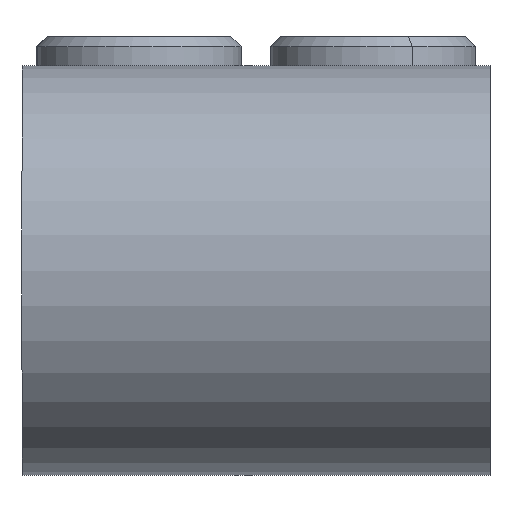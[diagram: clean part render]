
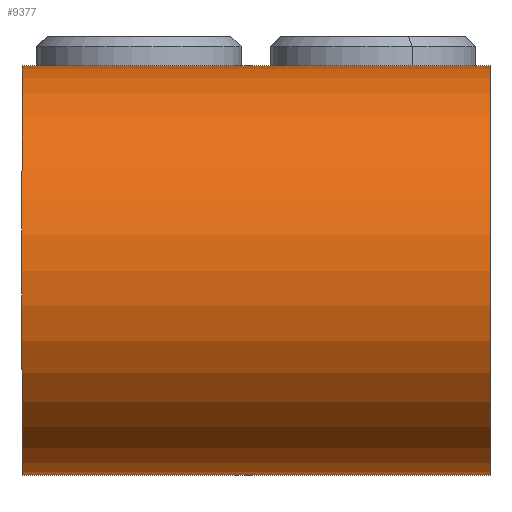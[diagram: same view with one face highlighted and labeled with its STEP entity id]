
A CAD part, left-side view. The second image highlights one B-rep face of the part: STEP entity #9377.
In plain terms, the highlighted cylindrical face has radius 7 mm (diameter 14 mm), a partial arc.
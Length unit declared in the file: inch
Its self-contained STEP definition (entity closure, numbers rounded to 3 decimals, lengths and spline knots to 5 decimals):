
#303 = VERTEX_POINT ( 'NONE', #9913 ) ;
#1004 = DIRECTION ( 'NONE',  ( 0., 1., 0. ) ) ;
#1638 = EDGE_LOOP ( 'NONE', ( #1912, #10716, #11858, #5895 ) ) ;
#1768 = DIRECTION ( 'NONE',  ( 0., -1., 0. ) ) ;
#1912 = ORIENTED_EDGE ( 'NONE', *, *, #12491, .F. ) ;
#2497 = DIRECTION ( 'NONE',  ( 0., -1., 0. ) ) ;
#2924 = CYLINDRICAL_SURFACE ( 'NONE', #5923, 0.27559 ) ;
#3199 = CIRCLE ( 'NONE', #8774, 0.27559 ) ;
#3936 = DIRECTION ( 'NONE',  ( 0., 0., 1. ) ) ;
#4043 = DIRECTION ( 'NONE',  ( 0., 0., 1. ) ) ;
#4254 = LINE ( 'NONE', #10500, #11232 ) ;
#4256 = EDGE_CURVE ( 'NONE', #6748, #8899, #4254, .T. ) ;
#4446 = CARTESIAN_POINT ( 'NONE',  ( 0., 0.31496, 0. ) ) ;
#4695 = CIRCLE ( 'NONE', #4919, 0.27559 ) ;
#4919 = AXIS2_PLACEMENT_3D ( 'NONE', #5989, #6865, #4043 ) ;
#5533 = FACE_OUTER_BOUND ( 'NONE', #1638, .T. ) ;
#5895 = ORIENTED_EDGE ( 'NONE', *, *, #10615, .T. ) ;
#5923 = AXIS2_PLACEMENT_3D ( 'NONE', #4446, #11224, #8401 ) ;
#5989 = CARTESIAN_POINT ( 'NONE',  ( 0., 0.62992, 0. ) ) ;
#6614 = VERTEX_POINT ( 'NONE', #10522 ) ;
#6748 = VERTEX_POINT ( 'NONE', #9085 ) ;
#6757 = CARTESIAN_POINT ( 'NONE',  ( 0., 0., 0. ) ) ;
#6865 = DIRECTION ( 'NONE',  ( 0., 1., 0. ) ) ;
#7458 = CARTESIAN_POINT ( 'NONE',  ( 0., 0., -0.27559 ) ) ;
#7463 = LINE ( 'NONE', #10394, #9446 ) ;
#8291 = EDGE_CURVE ( 'NONE', #6748, #303, #4695, .T. ) ;
#8401 = DIRECTION ( 'NONE',  ( 0., 0., -1. ) ) ;
#8774 = AXIS2_PLACEMENT_3D ( 'NONE', #6757, #1004, #3936 ) ;
#8899 = VERTEX_POINT ( 'NONE', #7458 ) ;
#9085 = CARTESIAN_POINT ( 'NONE',  ( 0., 0.62992, -0.27559 ) ) ;
#9377 = ADVANCED_FACE ( 'NONE', ( #5533 ), #2924, .T. ) ;
#9446 = VECTOR ( 'NONE', #2497, 39.37008 ) ;
#9913 = CARTESIAN_POINT ( 'NONE',  ( 0., 0.62992, 0.27559 ) ) ;
#10394 = CARTESIAN_POINT ( 'NONE',  ( 0., 0.31496, 0.27559 ) ) ;
#10500 = CARTESIAN_POINT ( 'NONE',  ( 0., 0.31496, -0.27559 ) ) ;
#10522 = CARTESIAN_POINT ( 'NONE',  ( 0., 0., 0.27559 ) ) ;
#10615 = EDGE_CURVE ( 'NONE', #8899, #6614, #3199, .T. ) ;
#10716 = ORIENTED_EDGE ( 'NONE', *, *, #8291, .F. ) ;
#11224 = DIRECTION ( 'NONE',  ( 0., -1., 0. ) ) ;
#11232 = VECTOR ( 'NONE', #1768, 39.37008 ) ;
#11858 = ORIENTED_EDGE ( 'NONE', *, *, #4256, .T. ) ;
#12491 = EDGE_CURVE ( 'NONE', #303, #6614, #7463, .T. ) ;
